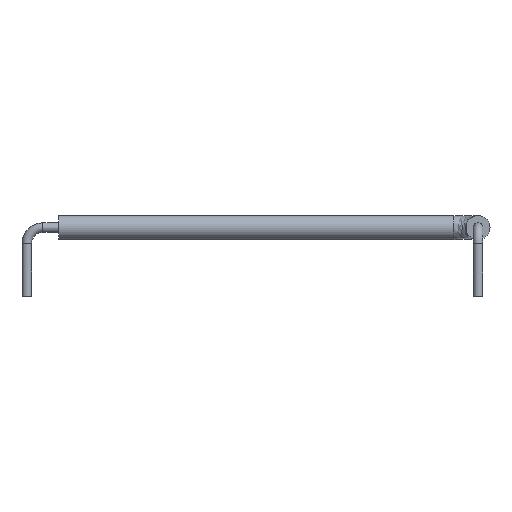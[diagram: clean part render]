
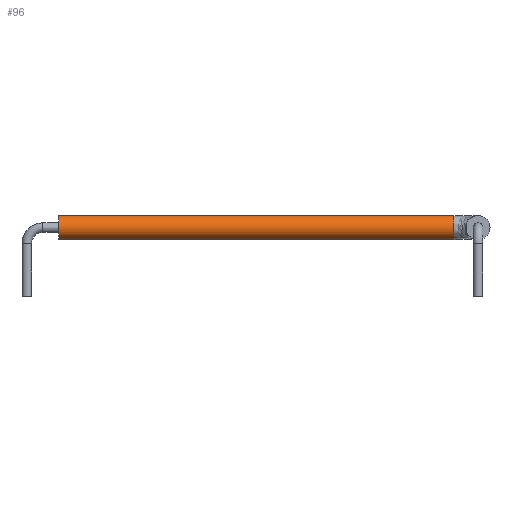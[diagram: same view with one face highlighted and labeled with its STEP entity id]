
A CAD part, front view. The second image highlights one B-rep face of the part: STEP entity #96.
In plain terms, the highlighted cylindrical face has radius 0.75 mm (diameter 1.5 mm), a full revolution.
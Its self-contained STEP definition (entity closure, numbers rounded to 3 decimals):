
#54 = EDGE_CURVE('',#55,#55,#57,.T.);
#55 = VERTEX_POINT('',#56);
#56 = CARTESIAN_POINT('',(2.,0.75,1.3));
#57 = CIRCLE('',#58,0.75);
#58 = AXIS2_PLACEMENT_3D('',#59,#60,#61);
#59 = CARTESIAN_POINT('',(2.,0.,1.3));
#60 = DIRECTION('',(1.,0.,0.));
#61 = DIRECTION('',(0.,1.,0.));
#96 = ADVANCED_FACE('',(#97),#116,.T.);
#97 = FACE_BOUND('',#98,.T.);
#98 = EDGE_LOOP('',(#99,#107,#114,#115));
#99 = ORIENTED_EDGE('',*,*,#100,.T.);
#100 = EDGE_CURVE('',#55,#101,#103,.T.);
#101 = VERTEX_POINT('',#102);
#102 = CARTESIAN_POINT('',(26.74,0.75,1.3));
#103 = LINE('',#104,#105);
#104 = CARTESIAN_POINT('',(26.74,0.75,1.3));
#105 = VECTOR('',#106,1.);
#106 = DIRECTION('',(1.,0.,0.));
#107 = ORIENTED_EDGE('',*,*,#108,.F.);
#108 = EDGE_CURVE('',#101,#101,#109,.T.);
#109 = CIRCLE('',#110,0.75);
#110 = AXIS2_PLACEMENT_3D('',#111,#112,#113);
#111 = CARTESIAN_POINT('',(26.74,0.,1.3));
#112 = DIRECTION('',(1.,0.,0.));
#113 = DIRECTION('',(0.,1.,0.));
#114 = ORIENTED_EDGE('',*,*,#100,.F.);
#115 = ORIENTED_EDGE('',*,*,#54,.T.);
#116 = CYLINDRICAL_SURFACE('',#117,0.75);
#117 = AXIS2_PLACEMENT_3D('',#118,#119,#120);
#118 = CARTESIAN_POINT('',(26.74,0.,1.3));
#119 = DIRECTION('',(1.,0.,0.));
#120 = DIRECTION('',(0.,1.,0.));
